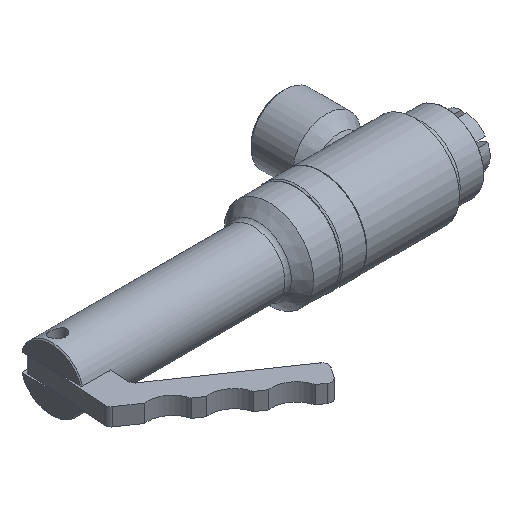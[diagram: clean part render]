
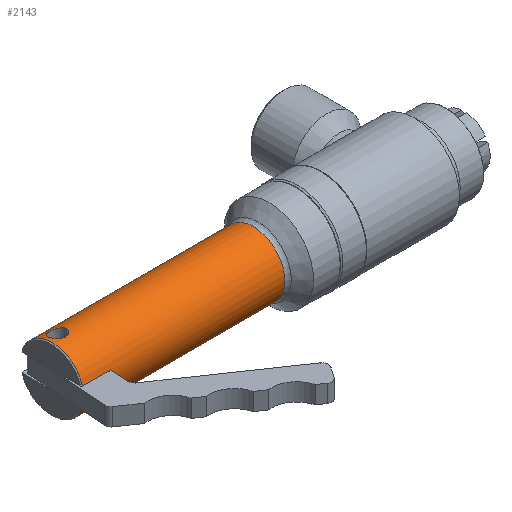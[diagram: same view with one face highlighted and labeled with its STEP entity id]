
A CAD part, isometric view. The second image highlights one B-rep face of the part: STEP entity #2143.
In plain terms, the highlighted cylindrical face has radius 15.748 mm (diameter 31.496 mm), a full revolution.
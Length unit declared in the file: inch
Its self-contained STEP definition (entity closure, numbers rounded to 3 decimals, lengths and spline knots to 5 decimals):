
#54=FACE_BOUND('',#384,.T.);
#65=B_SPLINE_CURVE_WITH_KNOTS('',3,(#3324,#3325,#3326,#3327,#3328,#3329,
#3330,#3331,#3332,#3333,#3334,#3335,#3336,#3337,#3338,#3339,#3340,#3341,
#3342,#3343,#3344,#3345,#3346,#3347,#3348,#3349,#3350,#3351,#3352,#3353,
#3354,#3355,#3356,#3357),.UNSPECIFIED.,.T.,.F.,(4,2,2,2,2,2,2,2,2,2,2,2,
2,2,2,2,4),(0.,0.15286,0.30572,0.46093,0.61615,
0.76703,0.91792,1.06769,1.21745,1.36742,
1.51738,1.66807,1.81875,1.97595,2.13315,
2.28402,2.43488),.UNSPECIFIED.);
#81=CYLINDRICAL_SURFACE('',#2328,0.62);
#117=CIRCLE('',#2325,0.62);
#118=CIRCLE('',#2326,0.62);
#119=CIRCLE('',#2327,0.62);
#120=CIRCLE('',#2329,0.62);
#121=CIRCLE('',#2330,0.62);
#122=CIRCLE('',#2331,0.62);
#123=CIRCLE('',#2332,0.62);
#124=CIRCLE('',#2333,0.62);
#264=FACE_OUTER_BOUND('',#383,.T.);
#383=EDGE_LOOP('',(#1417,#1418,#1419,#1420,#1421,#1422,#1423,#1424,#1425,
#1426,#1427,#1428,#1429,#1430));
#384=EDGE_LOOP('',(#1431));
#538=LINE('',#3277,#686);
#540=LINE('',#3281,#688);
#542=LINE('',#3294,#690);
#544=LINE('',#3306,#692);
#546=LINE('',#3319,#694);
#686=VECTOR('',#2594,0.3937);
#688=VECTOR('',#2596,0.3937);
#690=VECTOR('',#2600,0.3937);
#692=VECTOR('',#2602,0.3937);
#694=VECTOR('',#2618,0.62);
#834=VERTEX_POINT('',#3275);
#835=VERTEX_POINT('',#3276);
#836=VERTEX_POINT('',#3278);
#837=VERTEX_POINT('',#3280);
#840=VERTEX_POINT('',#3292);
#841=VERTEX_POINT('',#3293);
#844=VERTEX_POINT('',#3301);
#845=VERTEX_POINT('',#3305);
#846=VERTEX_POINT('',#3309);
#847=VERTEX_POINT('',#3314);
#848=VERTEX_POINT('',#3315);
#849=VERTEX_POINT('',#3317);
#850=VERTEX_POINT('',#3323);
#1064=EDGE_CURVE('',#834,#835,#538,.T.);
#1066=EDGE_CURVE('',#837,#836,#540,.T.);
#1070=EDGE_CURVE('',#840,#841,#542,.T.);
#1074=EDGE_CURVE('',#845,#844,#544,.T.);
#1076=EDGE_CURVE('',#841,#846,#117,.T.);
#1077=EDGE_CURVE('',#836,#845,#118,.T.);
#1078=EDGE_CURVE('',#846,#834,#119,.T.);
#1079=EDGE_CURVE('',#847,#848,#120,.T.);
#1080=EDGE_CURVE('',#849,#847,#121,.T.);
#1081=EDGE_CURVE('',#849,#846,#546,.T.);
#1082=EDGE_CURVE('',#835,#837,#122,.T.);
#1083=EDGE_CURVE('',#844,#840,#123,.T.);
#1084=EDGE_CURVE('',#848,#849,#124,.T.);
#1085=EDGE_CURVE('',#850,#850,#65,.T.);
#1417=ORIENTED_EDGE('',*,*,#1079,.F.);
#1418=ORIENTED_EDGE('',*,*,#1080,.F.);
#1419=ORIENTED_EDGE('',*,*,#1081,.T.);
#1420=ORIENTED_EDGE('',*,*,#1078,.T.);
#1421=ORIENTED_EDGE('',*,*,#1064,.T.);
#1422=ORIENTED_EDGE('',*,*,#1082,.T.);
#1423=ORIENTED_EDGE('',*,*,#1066,.T.);
#1424=ORIENTED_EDGE('',*,*,#1077,.T.);
#1425=ORIENTED_EDGE('',*,*,#1074,.T.);
#1426=ORIENTED_EDGE('',*,*,#1083,.T.);
#1427=ORIENTED_EDGE('',*,*,#1070,.T.);
#1428=ORIENTED_EDGE('',*,*,#1076,.T.);
#1429=ORIENTED_EDGE('',*,*,#1081,.F.);
#1430=ORIENTED_EDGE('',*,*,#1084,.F.);
#1431=ORIENTED_EDGE('',*,*,#1085,.T.);
#2143=ADVANCED_FACE('',(#264,#54),#81,.T.);
#2325=AXIS2_PLACEMENT_3D('',#3310,#2606,#2607);
#2326=AXIS2_PLACEMENT_3D('',#3311,#2608,#2609);
#2327=AXIS2_PLACEMENT_3D('',#3312,#2610,#2611);
#2328=AXIS2_PLACEMENT_3D('',#3313,#2612,#2613);
#2329=AXIS2_PLACEMENT_3D('',#3316,#2614,#2615);
#2330=AXIS2_PLACEMENT_3D('',#3318,#2616,#2617);
#2331=AXIS2_PLACEMENT_3D('',#3320,#2619,#2620);
#2332=AXIS2_PLACEMENT_3D('',#3321,#2621,#2622);
#2333=AXIS2_PLACEMENT_3D('',#3322,#2623,#2624);
#2594=DIRECTION('',(-1.,0.,0.));
#2596=DIRECTION('',(1.,0.,0.));
#2600=DIRECTION('',(1.,0.,0.));
#2602=DIRECTION('',(-1.,0.,0.));
#2606=DIRECTION('center_axis',(1.,0.,0.));
#2607=DIRECTION('ref_axis',(0.,1.,0.));
#2608=DIRECTION('center_axis',(1.,0.,0.));
#2609=DIRECTION('ref_axis',(0.,1.,0.));
#2610=DIRECTION('center_axis',(1.,0.,0.));
#2611=DIRECTION('ref_axis',(0.,1.,0.));
#2612=DIRECTION('center_axis',(1.,0.,0.));
#2613=DIRECTION('ref_axis',(0.,1.,0.));
#2614=DIRECTION('center_axis',(1.,0.,0.));
#2615=DIRECTION('ref_axis',(0.,0.,-1.));
#2616=DIRECTION('center_axis',(1.,0.,0.));
#2617=DIRECTION('ref_axis',(0.,0.,-1.));
#2618=DIRECTION('',(-1.,0.,0.));
#2619=DIRECTION('center_axis',(1.,0.,0.));
#2620=DIRECTION('ref_axis',(0.,0.,-1.));
#2621=DIRECTION('center_axis',(1.,0.,0.));
#2622=DIRECTION('ref_axis',(0.,0.,-1.));
#2623=DIRECTION('center_axis',(1.,0.,0.));
#2624=DIRECTION('ref_axis',(0.,0.,-1.));
#3275=CARTESIAN_POINT('',(0.55,-0.59405,-0.1775));
#3276=CARTESIAN_POINT('',(0.02,-0.59405,-0.1775));
#3277=CARTESIAN_POINT('',(1.9905,-0.59405,-0.1775));
#3278=CARTESIAN_POINT('',(0.55,0.59405,-0.1775));
#3280=CARTESIAN_POINT('',(0.02,0.59405,-0.1775));
#3281=CARTESIAN_POINT('',(1.9905,0.59405,-0.1775));
#3292=CARTESIAN_POINT('',(0.02,-0.59405,0.1775));
#3293=CARTESIAN_POINT('',(0.55,-0.59405,0.1775));
#3294=CARTESIAN_POINT('',(1.9905,-0.59405,0.1775));
#3301=CARTESIAN_POINT('',(0.02,0.59405,0.1775));
#3305=CARTESIAN_POINT('',(0.55,0.59405,0.1775));
#3306=CARTESIAN_POINT('',(1.9905,0.59405,0.1775));
#3309=CARTESIAN_POINT('',(0.55,-0.62,0.));
#3310=CARTESIAN_POINT('Origin',(0.55,0.,0.));
#3311=CARTESIAN_POINT('Origin',(0.55,0.,0.));
#3312=CARTESIAN_POINT('Origin',(0.55,0.,0.));
#3313=CARTESIAN_POINT('Origin',(1.9905,0.,0.));
#3314=CARTESIAN_POINT('',(3.961,0.62,0.));
#3315=CARTESIAN_POINT('',(3.961,0.,0.62));
#3316=CARTESIAN_POINT('Origin',(3.961,0.,0.));
#3317=CARTESIAN_POINT('',(3.961,-0.62,0.));
#3318=CARTESIAN_POINT('Origin',(3.961,0.,0.));
#3319=CARTESIAN_POINT('',(1.9905,-0.62,0.));
#3320=CARTESIAN_POINT('Origin',(0.02,0.,0.));
#3321=CARTESIAN_POINT('Origin',(0.02,0.,0.));
#3322=CARTESIAN_POINT('Origin',(3.961,0.,0.));
#3323=CARTESIAN_POINT('',(0.25,0.2815,0.55241));
#3324=CARTESIAN_POINT('Ctrl Pts',(0.25,0.2815,0.55241));
#3325=CARTESIAN_POINT('Ctrl Pts',(0.27006,0.2815,0.55241));
#3326=CARTESIAN_POINT('Ctrl Pts',(0.29121,0.27741,0.55455));
#3327=CARTESIAN_POINT('Ctrl Pts',(0.32969,0.26129,0.56232));
#3328=CARTESIAN_POINT('Ctrl Pts',(0.34704,0.24928,0.56787));
#3329=CARTESIAN_POINT('Ctrl Pts',(0.37449,0.22183,0.57915));
#3330=CARTESIAN_POINT('Ctrl Pts',(0.38646,0.2044,0.58569));
#3331=CARTESIAN_POINT('Ctrl Pts',(0.40247,0.16597,0.59771));
#3332=CARTESIAN_POINT('Ctrl Pts',(0.4065,0.14495,0.60316));
#3333=CARTESIAN_POINT('Ctrl Pts',(0.4065,0.10561,0.61126));
#3334=CARTESIAN_POINT('Ctrl Pts',(0.40266,0.08471,
0.61449));
#3335=CARTESIAN_POINT('Ctrl Pts',(0.38675,0.04607,
0.61859));
#3336=CARTESIAN_POINT('Ctrl Pts',(0.37466,0.02834,
0.61951));
#3337=CARTESIAN_POINT('Ctrl Pts',(0.34677,0.00044,
0.62016));
#3338=CARTESIAN_POINT('Ctrl Pts',(0.32917,-0.0116,
0.61994));
#3339=CARTESIAN_POINT('Ctrl Pts',(0.29061,-0.02757,
0.61944));
#3340=CARTESIAN_POINT('Ctrl Pts',(0.26965,-0.0315,
0.6192));
#3341=CARTESIAN_POINT('Ctrl Pts',(0.23032,-0.0315,
0.6192));
#3342=CARTESIAN_POINT('Ctrl Pts',(0.20933,-0.02756,
0.61944));
#3343=CARTESIAN_POINT('Ctrl Pts',(0.17074,-0.01155,
0.61994));
#3344=CARTESIAN_POINT('Ctrl Pts',(0.15313,0.00052,
0.62016));
#3345=CARTESIAN_POINT('Ctrl Pts',(0.12526,0.02845,0.61951));
#3346=CARTESIAN_POINT('Ctrl Pts',(0.1132,0.04617,0.61858));
#3347=CARTESIAN_POINT('Ctrl Pts',(0.09733,0.08476,
0.61449));
#3348=CARTESIAN_POINT('Ctrl Pts',(0.0935,0.10563,
0.61126));
#3349=CARTESIAN_POINT('Ctrl Pts',(0.0935,0.14521,
0.60311));
#3350=CARTESIAN_POINT('Ctrl Pts',(0.09763,0.16647,
0.59758));
#3351=CARTESIAN_POINT('Ctrl Pts',(0.11401,0.20527,0.58539));
#3352=CARTESIAN_POINT('Ctrl Pts',(0.12625,0.22284,0.57877));
#3353=CARTESIAN_POINT('Ctrl Pts',(0.15398,0.25003,0.56753));
#3354=CARTESIAN_POINT('Ctrl Pts',(0.1712,0.26177,0.56209));
#3355=CARTESIAN_POINT('Ctrl Pts',(0.2093,0.27751,0.55449));
#3356=CARTESIAN_POINT('Ctrl Pts',(0.2302,0.2815,0.55241));
#3357=CARTESIAN_POINT('Ctrl Pts',(0.25,0.2815,0.55241));
